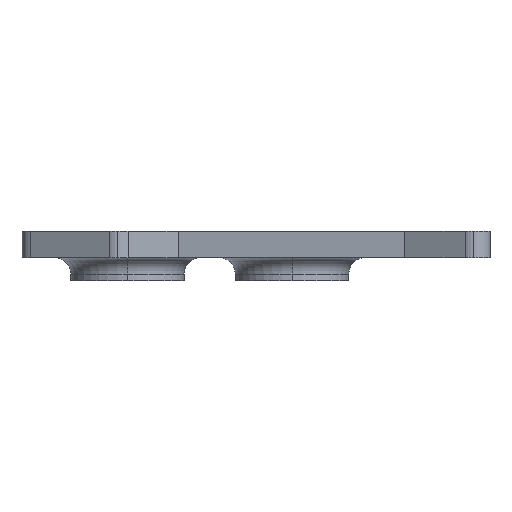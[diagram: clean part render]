
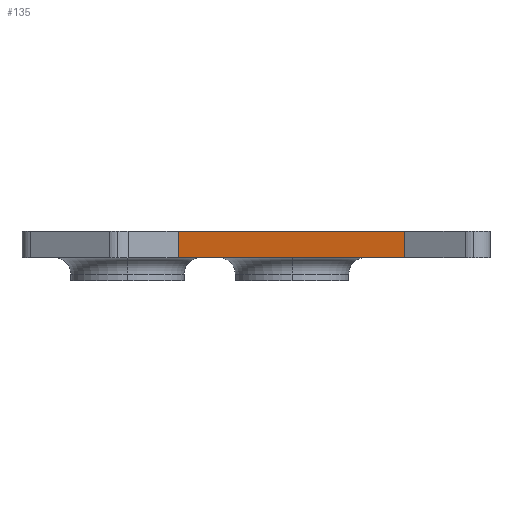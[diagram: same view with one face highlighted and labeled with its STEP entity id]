
A CAD part, left-side view. The second image highlights one B-rep face of the part: STEP entity #135.
In plain terms, the highlighted planar face has unit normal (-0.5, -0.866, 0).
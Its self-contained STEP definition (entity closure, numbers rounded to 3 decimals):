
#28 = CARTESIAN_POINT ( 'NONE',  ( -7.781, -1.281, 0. ) ) ;
#43 = FACE_OUTER_BOUND ( 'NONE', #131, .T. ) ;
#131 = EDGE_LOOP ( 'NONE', ( #1482, #1957, #544, #1220 ) ) ;
#135 = ADVANCED_FACE ( 'NONE', ( #43 ), #685, .F. ) ;
#179 = CARTESIAN_POINT ( 'NONE',  ( -7.781, -1.281, 1.6 ) ) ;
#362 = DIRECTION ( 'NONE',  ( 0.5, 0.866, 0. ) ) ;
#388 = CARTESIAN_POINT ( 'NONE',  ( -30.731, 11.969, 1.6 ) ) ;
#409 = EDGE_CURVE ( 'NONE', #1195, #1497, #1436, .T. ) ;
#417 = VERTEX_POINT ( 'NONE', #1285 ) ;
#539 = VECTOR ( 'NONE', #576, 1000. ) ;
#544 = ORIENTED_EDGE ( 'NONE', *, *, #558, .F. ) ;
#558 = EDGE_CURVE ( 'NONE', #1824, #417, #1940, .T. ) ;
#576 = DIRECTION ( 'NONE',  ( 0.866, -0.5, 0. ) ) ;
#685 = PLANE ( 'NONE',  #984 ) ;
#729 = CARTESIAN_POINT ( 'NONE',  ( -30.731, 11.969, 0. ) ) ;
#749 = VECTOR ( 'NONE', #1226, 1000. ) ;
#905 = VECTOR ( 'NONE', #1083, 1000. ) ;
#984 = AXIS2_PLACEMENT_3D ( 'NONE', #179, #362, #1309 ) ;
#1083 = DIRECTION ( 'NONE',  ( 0., 0., -1. ) ) ;
#1106 = CARTESIAN_POINT ( 'NONE',  ( -6.915, -1.781, 0. ) ) ;
#1195 = VERTEX_POINT ( 'NONE', #729 ) ;
#1220 = ORIENTED_EDGE ( 'NONE', *, *, #1439, .T. ) ;
#1226 = DIRECTION ( 'NONE',  ( 0., 0., -1. ) ) ;
#1230 = EDGE_CURVE ( 'NONE', #417, #1497, #1562, .T. ) ;
#1285 = CARTESIAN_POINT ( 'NONE',  ( -6.915, -1.781, 1.6 ) ) ;
#1309 = DIRECTION ( 'NONE',  ( -0.866, 0.5, 0. ) ) ;
#1403 = LINE ( 'NONE', #1545, #749 ) ;
#1436 = LINE ( 'NONE', #28, #1655 ) ;
#1439 = EDGE_CURVE ( 'NONE', #1824, #1195, #1403, .T. ) ;
#1482 = ORIENTED_EDGE ( 'NONE', *, *, #409, .T. ) ;
#1497 = VERTEX_POINT ( 'NONE', #1106 ) ;
#1545 = CARTESIAN_POINT ( 'NONE',  ( -30.731, 11.969, 1.6 ) ) ;
#1562 = LINE ( 'NONE', #1852, #905 ) ;
#1655 = VECTOR ( 'NONE', #1918, 1000. ) ;
#1824 = VERTEX_POINT ( 'NONE', #388 ) ;
#1852 = CARTESIAN_POINT ( 'NONE',  ( -6.915, -1.781, 1.6 ) ) ;
#1918 = DIRECTION ( 'NONE',  ( 0.866, -0.5, 0. ) ) ;
#1940 = LINE ( 'NONE', #1976, #539 ) ;
#1957 = ORIENTED_EDGE ( 'NONE', *, *, #1230, .F. ) ;
#1976 = CARTESIAN_POINT ( 'NONE',  ( -30.731, 11.969, 1.6 ) ) ;
